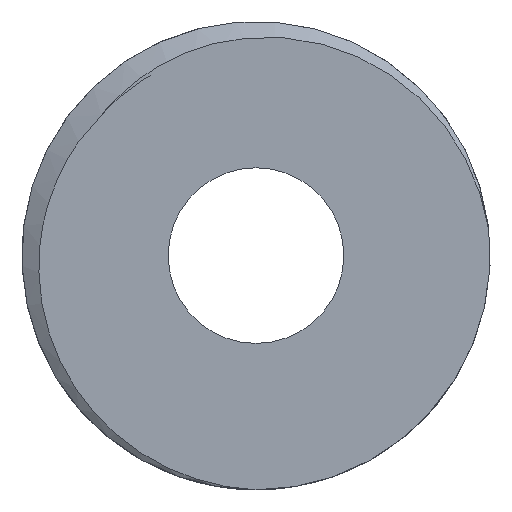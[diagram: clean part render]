
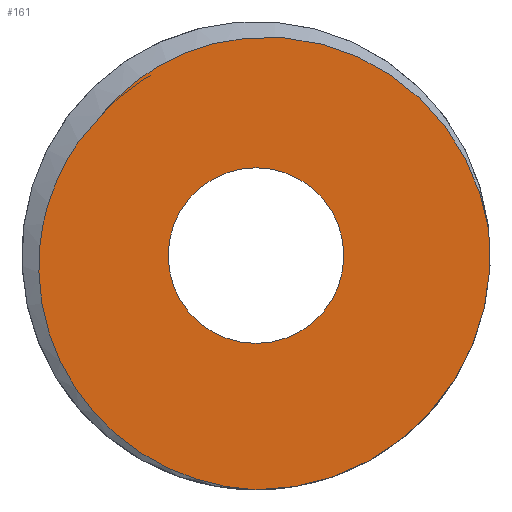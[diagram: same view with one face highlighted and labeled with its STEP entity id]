
A CAD part, front view. The second image highlights one B-rep face of the part: STEP entity #161.
In plain terms, the highlighted planar face has unit normal (0, -1, 0).
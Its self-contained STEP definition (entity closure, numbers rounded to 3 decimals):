
#26=B_SPLINE_CURVE_WITH_KNOTS('',3,(#551,#552,#553,#554,#555,#556,#557,
#558),.UNSPECIFIED.,.F.,.F.,(4,1,1,1,1,4),(0.,0.006,0.012,
0.017,0.02,0.023),.UNSPECIFIED.);
#27=B_SPLINE_CURVE_WITH_KNOTS('',3,(#560,#561,#562,#563,#564,#565,#566,
#567,#568),.UNSPECIFIED.,.F.,.F.,(4,1,1,1,1,1,4),(0.,0.003,
0.006,0.012,0.017,0.02,
0.023),.UNSPECIFIED.);
#29=PLANE('',#188);
#64=ORIENTED_EDGE('',*,*,#99,.T.);
#65=ORIENTED_EDGE('',*,*,#90,.F.);
#66=ORIENTED_EDGE('',*,*,#102,.T.);
#67=ORIENTED_EDGE('',*,*,#103,.T.);
#90=EDGE_CURVE('',#110,#111,#124,.T.);
#99=EDGE_CURVE('',#119,#119,#127,.T.);
#102=EDGE_CURVE('',#110,#121,#26,.T.);
#103=EDGE_CURVE('',#121,#111,#27,.T.);
#110=VERTEX_POINT('',#222);
#111=VERTEX_POINT('',#223);
#119=VERTEX_POINT('',#529);
#121=VERTEX_POINT('',#559);
#124=CIRCLE('',#182,10.668);
#127=CIRCLE('',#186,4.);
#134=EDGE_LOOP('',(#64));
#135=EDGE_LOOP('',(#65,#66,#67));
#148=FACE_BOUND('',#134,.T.);
#149=FACE_BOUND('',#135,.T.);
#161=ADVANCED_FACE('',(#148,#149),#29,.F.);
#182=AXIS2_PLACEMENT_3D('',#221,#195,#196);
#186=AXIS2_PLACEMENT_3D('',#528,#205,#206);
#188=AXIS2_PLACEMENT_3D('',#550,#209,#210);
#195=DIRECTION('',(0.,1.,0.));
#196=DIRECTION('',(1.,0.,0.));
#205=DIRECTION('',(0.,1.,0.));
#206=DIRECTION('',(1.,0.,0.));
#209=DIRECTION('',(0.,1.,0.));
#210=DIRECTION('',(0.,0.,1.));
#221=CARTESIAN_POINT('',(0.,0.,0.));
#222=CARTESIAN_POINT('',(10.605,0.,1.158));
#223=CARTESIAN_POINT('',(0.,0.,-10.668));
#528=CARTESIAN_POINT('',(0.,0.,0.));
#529=CARTESIAN_POINT('',(4.,0.,0.));
#550=CARTESIAN_POINT('',(0.,0.,0.));
#551=CARTESIAN_POINT('',(10.605,0.,1.158));
#552=CARTESIAN_POINT('',(10.299,0.,3.084));
#553=CARTESIAN_POINT('',(8.642,0.,6.736));
#554=CARTESIAN_POINT('',(3.603,0.,10.045));
#555=CARTESIAN_POINT('',(-1.438,0.,10.115));
#556=CARTESIAN_POINT('',(-4.988,0.,8.455));
#557=CARTESIAN_POINT('',(-6.423,0.,7.159));
#558=CARTESIAN_POINT('',(-7.041,0.,6.404));
#559=CARTESIAN_POINT('',(-7.041,0.,6.404));
#560=CARTESIAN_POINT('',(-7.041,0.,6.404));
#561=CARTESIAN_POINT('',(-7.739,0.,5.713));
#562=CARTESIAN_POINT('',(-8.891,0.,4.134));
#563=CARTESIAN_POINT('',(-10.195,0.,0.411));
#564=CARTESIAN_POINT('',(-9.639,0.,-4.621));
#565=CARTESIAN_POINT('',(-6.41,0.,-8.524));
#566=CARTESIAN_POINT('',(-2.884,0.,-10.274));
#567=CARTESIAN_POINT('',(-0.98,0.,-10.626));
#568=CARTESIAN_POINT('',(0.,0.,-10.668));
